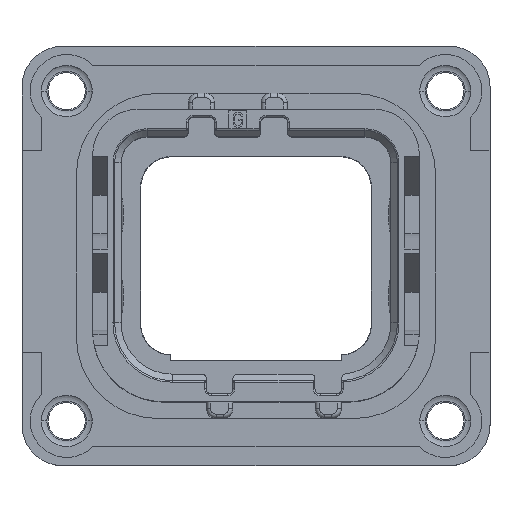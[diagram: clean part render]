
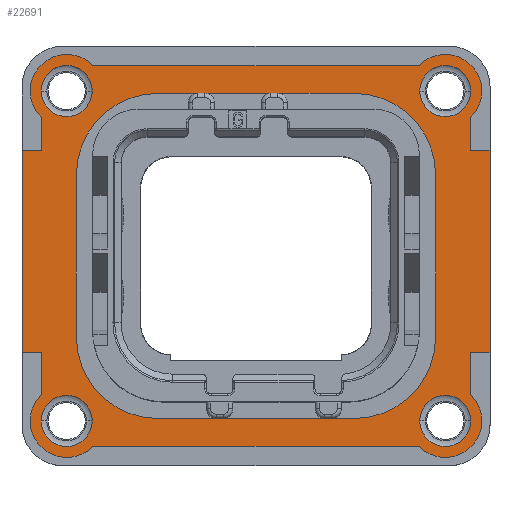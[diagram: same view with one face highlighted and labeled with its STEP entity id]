
A CAD part, top view. The second image highlights one B-rep face of the part: STEP entity #22691.
In plain terms, the highlighted planar face has unit normal (0, 0, 1).
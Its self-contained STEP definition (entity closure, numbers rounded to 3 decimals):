
#535=DIRECTION('',(0.,-1.,0.));
#536=VECTOR('',#535,12.45);
#537=CARTESIAN_POINT('',(-14.4,6.5,1.5));
#538=LINE('',#537,#536);
#593=CARTESIAN_POINT('',(-11.65,10.15,1.5));
#594=DIRECTION('',(0.,0.,1.));
#595=DIRECTION('',(0.716,0.698,0.));
#596=AXIS2_PLACEMENT_3D('',#593,#594,#595);
#603=DIRECTION('',(0.,1.,0.));
#604=VECTOR('',#603,2.588);
#605=CARTESIAN_POINT('',(13.22,-8.538,1.5));
#606=LINE('',#605,#604);
#607=DIRECTION('',(1.,0.,0.));
#608=VECTOR('',#607,20.077);
#609=CARTESIAN_POINT('',(-10.038,-11.72,1.5));
#610=LINE('',#609,#608);
#611=DIRECTION('',(0.,-1.,0.));
#612=VECTOR('',#611,2.588);
#613=CARTESIAN_POINT('',(-13.22,-5.95,1.5));
#614=LINE('',#613,#612);
#615=DIRECTION('',(1.,0.,0.));
#616=VECTOR('',#615,1.18);
#617=CARTESIAN_POINT('',(-14.4,-5.95,1.5));
#618=LINE('',#617,#616);
#619=DIRECTION('',(-1.,0.,0.));
#620=VECTOR('',#619,1.18);
#621=CARTESIAN_POINT('',(-13.22,6.5,1.5));
#622=LINE('',#621,#620);
#623=DIRECTION('',(0.,-1.,0.));
#624=VECTOR('',#623,2.038);
#625=CARTESIAN_POINT('',(-13.22,8.538,1.5));
#626=LINE('',#625,#624);
#627=DIRECTION('',(-1.,0.,0.));
#628=VECTOR('',#627,20.077);
#629=CARTESIAN_POINT('',(10.038,11.72,1.5));
#630=LINE('',#629,#628);
#631=DIRECTION('',(0.,1.,0.));
#632=VECTOR('',#631,2.038);
#633=CARTESIAN_POINT('',(13.22,6.5,1.5));
#634=LINE('',#633,#632);
#635=DIRECTION('',(-1.,0.,0.));
#636=VECTOR('',#635,1.18);
#637=CARTESIAN_POINT('',(14.4,6.5,1.5));
#638=LINE('',#637,#636);
#639=DIRECTION('',(1.,0.,0.));
#640=VECTOR('',#639,1.18);
#641=CARTESIAN_POINT('',(13.22,-5.95,1.5));
#642=LINE('',#641,#640);
#643=CARTESIAN_POINT('',(11.65,-10.15,1.5));
#644=DIRECTION('',(0.,0.,1.));
#645=DIRECTION('',(-1.,0.,0.));
#646=AXIS2_PLACEMENT_3D('',#643,#644,#645);
#648=CARTESIAN_POINT('',(-11.65,-10.15,1.5));
#649=DIRECTION('',(0.,0.,1.));
#650=DIRECTION('',(-1.,0.,0.));
#651=AXIS2_PLACEMENT_3D('',#648,#649,#650);
#653=CARTESIAN_POINT('',(-11.65,10.15,1.5));
#654=DIRECTION('',(0.,0.,1.));
#655=DIRECTION('',(1.,0.,0.));
#656=AXIS2_PLACEMENT_3D('',#653,#654,#655);
#658=CARTESIAN_POINT('',(11.65,10.15,1.5));
#659=DIRECTION('',(0.,0.,1.));
#660=DIRECTION('',(1.,0.,0.));
#661=AXIS2_PLACEMENT_3D('',#658,#659,#660);
#663=CARTESIAN_POINT('',(6.05,5.,1.5));
#664=DIRECTION('',(0.,0.,-1.));
#665=DIRECTION('',(0.,1.,0.));
#666=AXIS2_PLACEMENT_3D('',#663,#664,#665);
#668=DIRECTION('',(1.,0.,0.));
#669=VECTOR('',#668,12.1);
#670=CARTESIAN_POINT('',(-6.05,10.,1.5));
#671=LINE('',#670,#669);
#672=CARTESIAN_POINT('',(-6.05,5.,1.5));
#673=DIRECTION('',(0.,0.,-1.));
#674=DIRECTION('',(-1.,0.,0.));
#675=AXIS2_PLACEMENT_3D('',#672,#673,#674);
#677=DIRECTION('',(0.,1.,0.));
#678=VECTOR('',#677,10.);
#679=CARTESIAN_POINT('',(-11.05,-5.,1.5));
#680=LINE('',#679,#678);
#681=CARTESIAN_POINT('',(-6.05,-5.,1.5));
#682=DIRECTION('',(0.,0.,-1.));
#683=DIRECTION('',(0.,-1.,0.));
#684=AXIS2_PLACEMENT_3D('',#681,#682,#683);
#686=DIRECTION('',(-1.,0.,0.));
#687=VECTOR('',#686,12.1);
#688=CARTESIAN_POINT('',(6.05,-10.,1.5));
#689=LINE('',#688,#687);
#690=CARTESIAN_POINT('',(6.05,-5.,1.5));
#691=DIRECTION('',(0.,0.,-1.));
#692=DIRECTION('',(1.,0.,0.));
#693=AXIS2_PLACEMENT_3D('',#690,#691,#692);
#695=DIRECTION('',(0.,-1.,0.));
#696=VECTOR('',#695,10.);
#697=CARTESIAN_POINT('',(11.05,5.,1.5));
#698=LINE('',#697,#696);
#708=CARTESIAN_POINT('',(11.65,-10.15,1.5));
#709=DIRECTION('',(0.,0.,1.));
#710=DIRECTION('',(-0.716,-0.698,0.));
#711=AXIS2_PLACEMENT_3D('',#708,#709,#710);
#763=DIRECTION('',(0.,1.,0.));
#764=VECTOR('',#763,12.45);
#765=CARTESIAN_POINT('',(14.4,-5.95,1.5));
#766=LINE('',#765,#764);
#792=CARTESIAN_POINT('',(11.65,10.15,1.5));
#793=DIRECTION('',(0.,0.,1.));
#794=DIRECTION('',(0.698,-0.716,0.));
#795=AXIS2_PLACEMENT_3D('',#792,#793,#794);
#821=CARTESIAN_POINT('',(-11.65,-10.15,1.5));
#822=DIRECTION('',(0.,0.,1.));
#823=DIRECTION('',(-0.698,0.716,0.));
#824=AXIS2_PLACEMENT_3D('',#821,#822,#823);
#855=CARTESIAN_POINT('',(11.65,-10.15,1.5));
#856=DIRECTION('',(0.,0.,1.));
#857=DIRECTION('',(1.,0.,0.));
#858=AXIS2_PLACEMENT_3D('',#855,#856,#857);
#860=CARTESIAN_POINT('',(-11.65,-10.15,1.5));
#861=DIRECTION('',(0.,0.,1.));
#862=DIRECTION('',(1.,0.,0.));
#863=AXIS2_PLACEMENT_3D('',#860,#861,#862);
#881=CARTESIAN_POINT('',(-11.65,10.15,1.5));
#882=DIRECTION('',(0.,0.,1.));
#883=DIRECTION('',(-1.,0.,0.));
#884=AXIS2_PLACEMENT_3D('',#881,#882,#883);
#886=CARTESIAN_POINT('',(11.65,10.15,1.5));
#887=DIRECTION('',(0.,0.,1.));
#888=DIRECTION('',(-1.,0.,0.));
#889=AXIS2_PLACEMENT_3D('',#886,#887,#888);
#19336=CARTESIAN_POINT('',(-6.05,10.,1.5));
#19337=CARTESIAN_POINT('',(6.05,10.,1.5));
#19338=VERTEX_POINT('',#19336);
#19339=VERTEX_POINT('',#19337);
#19340=CARTESIAN_POINT('',(11.05,-5.,1.5));
#19341=CARTESIAN_POINT('',(6.05,-10.,1.5));
#19342=VERTEX_POINT('',#19340);
#19343=VERTEX_POINT('',#19341);
#19344=CARTESIAN_POINT('',(11.05,5.,1.5));
#19345=VERTEX_POINT('',#19344);
#19346=CARTESIAN_POINT('',(-11.05,5.,1.5));
#19347=VERTEX_POINT('',#19346);
#19348=CARTESIAN_POINT('',(-11.05,-5.,1.5));
#19349=VERTEX_POINT('',#19348);
#19350=CARTESIAN_POINT('',(-6.05,-10.,1.5));
#19351=VERTEX_POINT('',#19350);
#19380=CARTESIAN_POINT('',(14.4,-5.95,1.5));
#19381=CARTESIAN_POINT('',(14.4,6.5,1.5));
#19382=VERTEX_POINT('',#19380);
#19383=VERTEX_POINT('',#19381);
#19384=CARTESIAN_POINT('',(-14.4,6.5,1.5));
#19385=CARTESIAN_POINT('',(-14.4,-5.95,1.5));
#19386=VERTEX_POINT('',#19384);
#19387=VERTEX_POINT('',#19385);
#19390=CARTESIAN_POINT('',(10.08,10.15,1.5));
#19391=VERTEX_POINT('',#19390);
#19392=CARTESIAN_POINT('',(-10.08,10.15,1.5));
#19393=VERTEX_POINT('',#19392);
#19394=CARTESIAN_POINT('',(-10.08,-10.15,1.5));
#19395=VERTEX_POINT('',#19394);
#19396=CARTESIAN_POINT('',(10.08,-10.15,1.5));
#19397=VERTEX_POINT('',#19396);
#19398=CARTESIAN_POINT('',(-13.22,6.5,1.5));
#19399=VERTEX_POINT('',#19398);
#19400=CARTESIAN_POINT('',(13.22,6.5,1.5));
#19401=VERTEX_POINT('',#19400);
#19402=CARTESIAN_POINT('',(13.22,-5.95,1.5));
#19403=VERTEX_POINT('',#19402);
#20966=CARTESIAN_POINT('',(-13.22,-5.95,1.5));
#20967=VERTEX_POINT('',#20966);
#21064=CARTESIAN_POINT('',(13.22,8.538,1.5));
#21066=VERTEX_POINT('',#21064);
#21068=CARTESIAN_POINT('',(10.038,-11.72,1.5));
#21070=VERTEX_POINT('',#21068);
#21072=CARTESIAN_POINT('',(-10.038,-11.72,1.5));
#21074=VERTEX_POINT('',#21072);
#21076=CARTESIAN_POINT('',(-13.22,-8.538,1.5));
#21078=VERTEX_POINT('',#21076);
#21080=CARTESIAN_POINT('',(-10.038,11.72,1.5));
#21082=VERTEX_POINT('',#21080);
#21084=CARTESIAN_POINT('',(10.038,11.72,1.5));
#21086=VERTEX_POINT('',#21084);
#21088=CARTESIAN_POINT('',(-13.22,8.538,1.5));
#21090=VERTEX_POINT('',#21088);
#21092=CARTESIAN_POINT('',(13.22,-8.538,1.5));
#21094=VERTEX_POINT('',#21092);
#21096=CARTESIAN_POINT('',(13.22,10.15,1.5));
#21097=VERTEX_POINT('',#21096);
#21098=CARTESIAN_POINT('',(-13.22,10.15,1.5));
#21099=VERTEX_POINT('',#21098);
#21100=CARTESIAN_POINT('',(-13.22,-10.15,1.5));
#21101=VERTEX_POINT('',#21100);
#21102=CARTESIAN_POINT('',(13.22,-10.15,1.5));
#21103=VERTEX_POINT('',#21102);
#22612=CARTESIAN_POINT('',(0.,0.,1.5));
#22613=DIRECTION('',(0.,0.,1.));
#22614=DIRECTION('',(1.,0.,0.));
#22615=AXIS2_PLACEMENT_3D('',#22612,#22613,#22614);
#22616=PLANE('',#22615);
#22618=ORIENTED_EDGE('',*,*,#22617,.F.);
#22620=ORIENTED_EDGE('',*,*,#22619,.F.);
#22622=ORIENTED_EDGE('',*,*,#22621,.F.);
#22624=ORIENTED_EDGE('',*,*,#22623,.F.);
#22626=ORIENTED_EDGE('',*,*,#22625,.F.);
#22628=ORIENTED_EDGE('',*,*,#22627,.F.);
#22629=ORIENTED_EDGE('',*,*,#22553,.F.);
#22631=ORIENTED_EDGE('',*,*,#22630,.F.);
#22633=ORIENTED_EDGE('',*,*,#22632,.F.);
#22634=ORIENTED_EDGE('',*,*,#22602,.F.);
#22636=ORIENTED_EDGE('',*,*,#22635,.F.);
#22638=ORIENTED_EDGE('',*,*,#22637,.F.);
#22640=ORIENTED_EDGE('',*,*,#22639,.F.);
#22642=ORIENTED_EDGE('',*,*,#22641,.F.);
#22644=ORIENTED_EDGE('',*,*,#22643,.F.);
#22646=ORIENTED_EDGE('',*,*,#22645,.F.);
#22647=EDGE_LOOP('',(#22618,#22620,#22622,#22624,#22626,#22628,#22629,#22631,
#22633,#22634,#22636,#22638,#22640,#22642,#22644,#22646));
#22648=FACE_OUTER_BOUND('',#22647,.F.);
#22650=ORIENTED_EDGE('',*,*,#22649,.T.);
#22652=ORIENTED_EDGE('',*,*,#22651,.T.);
#22653=EDGE_LOOP('',(#22650,#22652));
#22654=FACE_BOUND('',#22653,.F.);
#22656=ORIENTED_EDGE('',*,*,#22655,.T.);
#22658=ORIENTED_EDGE('',*,*,#22657,.T.);
#22659=EDGE_LOOP('',(#22656,#22658));
#22660=FACE_BOUND('',#22659,.F.);
#22662=ORIENTED_EDGE('',*,*,#22661,.T.);
#22664=ORIENTED_EDGE('',*,*,#22663,.T.);
#22665=EDGE_LOOP('',(#22662,#22664));
#22666=FACE_BOUND('',#22665,.F.);
#22668=ORIENTED_EDGE('',*,*,#22667,.T.);
#22670=ORIENTED_EDGE('',*,*,#22669,.T.);
#22671=EDGE_LOOP('',(#22668,#22670));
#22672=FACE_BOUND('',#22671,.F.);
#22674=ORIENTED_EDGE('',*,*,#22673,.F.);
#22676=ORIENTED_EDGE('',*,*,#22675,.F.);
#22678=ORIENTED_EDGE('',*,*,#22677,.F.);
#22680=ORIENTED_EDGE('',*,*,#22679,.F.);
#22682=ORIENTED_EDGE('',*,*,#22681,.F.);
#22684=ORIENTED_EDGE('',*,*,#22683,.F.);
#22686=ORIENTED_EDGE('',*,*,#22685,.F.);
#22688=ORIENTED_EDGE('',*,*,#22687,.F.);
#22689=EDGE_LOOP('',(#22674,#22676,#22678,#22680,#22682,#22684,#22686,#22688));
#22690=FACE_BOUND('',#22689,.F.);
#22691=ADVANCED_FACE('',(#22648,#22654,#22660,#22666,#22672,#22690),#22616,.T.);
#597=CIRCLE('',#596,2.25);
#647=CIRCLE('',#646,1.57);
#652=CIRCLE('',#651,1.57);
#657=CIRCLE('',#656,1.57);
#662=CIRCLE('',#661,1.57);
#667=CIRCLE('',#666,5.);
#676=CIRCLE('',#675,5.);
#685=CIRCLE('',#684,5.);
#694=CIRCLE('',#693,5.);
#712=CIRCLE('',#711,2.25);
#796=CIRCLE('',#795,2.25);
#825=CIRCLE('',#824,2.25);
#859=CIRCLE('',#858,1.57);
#864=CIRCLE('',#863,1.57);
#885=CIRCLE('',#884,1.57);
#890=CIRCLE('',#889,1.57);
#22553=EDGE_CURVE('',#19386,#19387,#538,.T.);
#22602=EDGE_CURVE('',#21082,#21090,#597,.T.);
#22617=EDGE_CURVE('',#21094,#19403,#606,.T.);
#22619=EDGE_CURVE('',#21070,#21094,#712,.T.);
#22621=EDGE_CURVE('',#21074,#21070,#610,.T.);
#22623=EDGE_CURVE('',#21078,#21074,#825,.T.);
#22625=EDGE_CURVE('',#20967,#21078,#614,.T.);
#22627=EDGE_CURVE('',#19387,#20967,#618,.T.);
#22630=EDGE_CURVE('',#19399,#19386,#622,.T.);
#22632=EDGE_CURVE('',#21090,#19399,#626,.T.);
#22635=EDGE_CURVE('',#21086,#21082,#630,.T.);
#22637=EDGE_CURVE('',#21066,#21086,#796,.T.);
#22639=EDGE_CURVE('',#19401,#21066,#634,.T.);
#22641=EDGE_CURVE('',#19383,#19401,#638,.T.);
#22643=EDGE_CURVE('',#19382,#19383,#766,.T.);
#22645=EDGE_CURVE('',#19403,#19382,#642,.T.);
#22649=EDGE_CURVE('',#19397,#21103,#647,.T.);
#22651=EDGE_CURVE('',#21103,#19397,#859,.T.);
#22655=EDGE_CURVE('',#19395,#21101,#864,.T.);
#22657=EDGE_CURVE('',#21101,#19395,#652,.T.);
#22661=EDGE_CURVE('',#19393,#21099,#657,.T.);
#22663=EDGE_CURVE('',#21099,#19393,#885,.T.);
#22667=EDGE_CURVE('',#19391,#21097,#890,.T.);
#22669=EDGE_CURVE('',#21097,#19391,#662,.T.);
#22673=EDGE_CURVE('',#19339,#19345,#667,.T.);
#22675=EDGE_CURVE('',#19338,#19339,#671,.T.);
#22677=EDGE_CURVE('',#19347,#19338,#676,.T.);
#22679=EDGE_CURVE('',#19349,#19347,#680,.T.);
#22681=EDGE_CURVE('',#19351,#19349,#685,.T.);
#22683=EDGE_CURVE('',#19343,#19351,#689,.T.);
#22685=EDGE_CURVE('',#19342,#19343,#694,.T.);
#22687=EDGE_CURVE('',#19345,#19342,#698,.T.);
